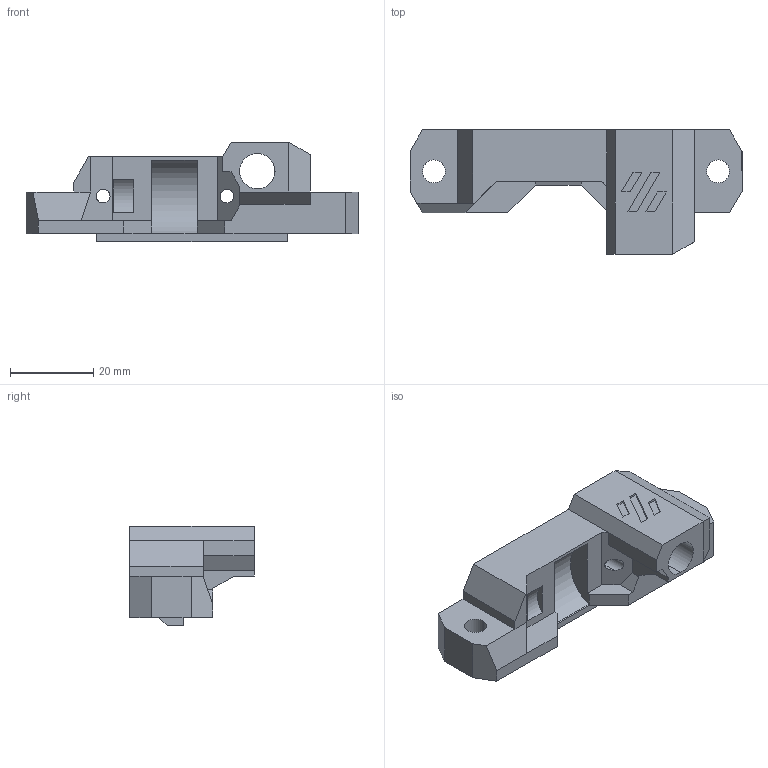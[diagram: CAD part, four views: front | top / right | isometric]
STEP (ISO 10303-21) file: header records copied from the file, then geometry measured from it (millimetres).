
FILE_DESCRIPTION (( 'STEP AP214' ), '1' );
FILE_NAME ('beldholder_up_left_mount_V2.STEP', '2024-01-28T19:13:35', ( '' ), ( '' ), 'SwSTEP 2.0', 'SolidWorks 2010', '' );
FILE_SCHEMA (( 'AUTOMOTIVE_DESIGN' ));
Length unit declared in the file: millimetre
Products named in the file (1): beldholder_up_left_mount_V2
Bounding box: 80 x 30 x 24 mm (x, y, z)
Volume: 21136.8 mm3; surface area: 8792 mm2
Topology: 1 solids, 1 shells, 106 faces, 284 edges, 186 vertices
Faces by surface type: plane 86, cylinder 16, cone 4
Entity records: 3484 total; most frequent: CARTESIAN_POINT 785, ORIENTED_EDGE 568, DIRECTION 514, EDGE_CURVE 284, VECTOR 224, LINE 224, VERTEX_POINT 186, AXIS2_PLACEMENT_3D 145
